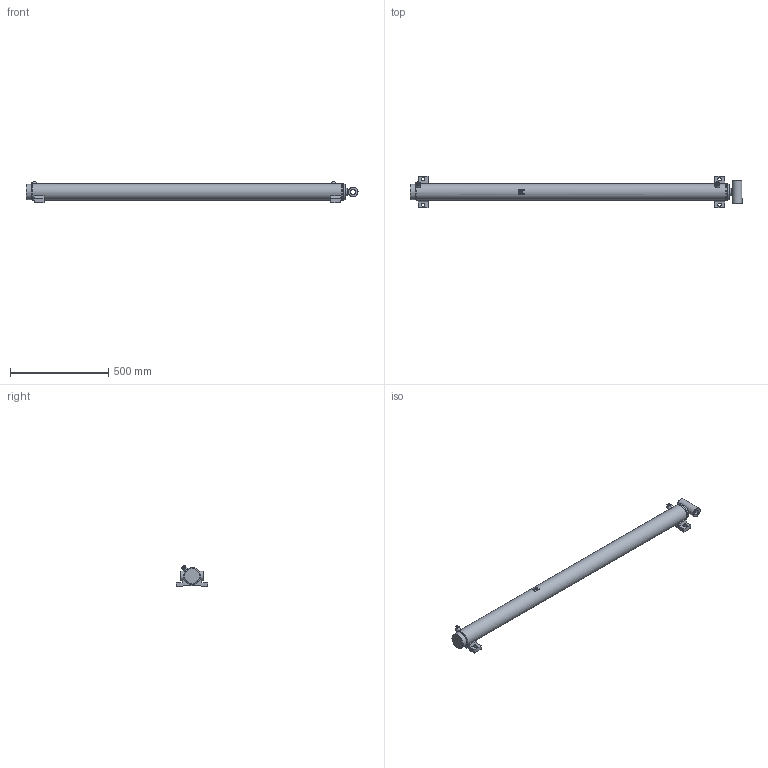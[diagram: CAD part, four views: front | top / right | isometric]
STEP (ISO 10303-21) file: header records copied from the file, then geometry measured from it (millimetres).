
FILE_DESCRIPTION (( 'STEP AP214' ), '1' );
FILE_NAME ('CFGCY0079597-Cylinder.step', '2026-03-09T14:32:05', ( 'Kramp IT' ), ( 'Kramp' ), 'SwSTEP 2.0', 'SolidWorks 2025', '' );
FILE_SCHEMA (( 'AUTOMOTIVE_DESIGN' ));
Length unit declared in the file: millimetre
Products named in the file (20): DS3907001A; DS2907013040VM_Simplified; Tube-WA_Simplified; DS2907013040_Simplified; BUSH-RD; BUSHVM-RD; Tube_Simplified; DS2907004S_Simplified; Rod_Simplified; CFGCY0079597-Cylinder; MATE-AID; ATT-NONE; Rod-WA_Simplified; SIDELUG; DS2907004SVM_Simplified; SP06M; Tube-MA_Simplified; 91666; LSN06E
Assembly tree (20 placements, depth 4):
  CFGCY0079597-Cylinder
    Tube-WA_Simplified
      Tube-MA_Simplified
        Tube_Simplified
        LSN06E
        SIDELUG
      LSN06E
      DS3907001A
        DS3907001A
      SIDELUG
    Rod-WA_Simplified
      Rod_Simplified
      BUSHVM-RD
        BUSH-RD
    DS2907013040VM_Simplified
      DS2907013040_Simplified
    DS2907004SVM_Simplified
      DS2907004S_Simplified
    91666
    SP06M  x2
  MATE-AID
  ATT-NONE
Bounding box: 1689 x 160 x 108.63 mm (x, y, z)
Volume: 5800122 mm3; surface area: 1136149 mm2
Topology: 13 solids, 13 shells, 299 faces, 672 edges, 438 vertices
Faces by surface type: plane 168, cylinder 80, cone 37, torus 10, bspline 4
Full cylindrical faces by diameter (mm): 4.917 x2, 6 x1, 6.5 x2, 10 x2, 14.95 x2, 16.66 x2, 18 x4, 22.2 x2, 25 x1, 26 x2, 28 x1, 34 x1, 40 x2, 50 x1, 55 x1, 59 x1, 65 x1, 68.6 x1, 69.6 x2, 70 x2, 74 x1, 80 x1, 84.5 x1, 85 x1
Entity records: 7488 total; most frequent: CARTESIAN_POINT 1369, DIRECTION 994, ORIENTED_EDGE 774, AXIS2_PLACEMENT_3D 389, EDGE_CURVE 387, EDGE_LOOP 325, VERTEX_POINT 290, FACE_OUTER_BOUND 254
